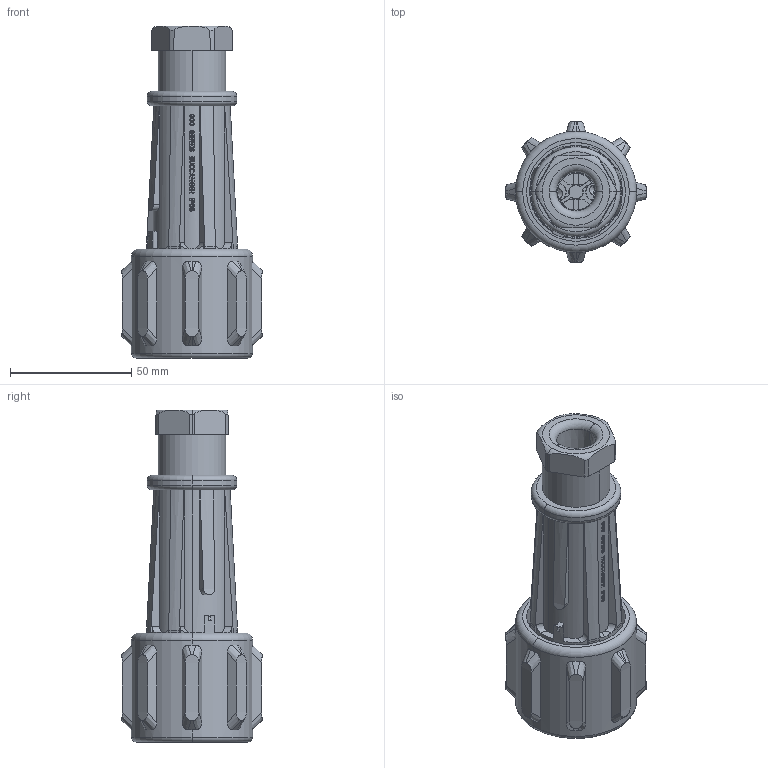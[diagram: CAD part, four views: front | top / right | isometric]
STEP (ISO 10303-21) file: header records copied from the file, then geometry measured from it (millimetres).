
FILE_DESCRIPTION(('STEP AP242'),'1');
FILE_NAME('px0911-02-p.stp','2023-05-17T13:04:51',('TraceParts'),('TraceParts S.A.'),'Spatial InterOp 3D',' ',' ');
FILE_SCHEMA(('AP242_MANAGED_MODEL_BASED_3D_ENGINEERING_MIM_LF {1 0 10303 442 1 1 4}'));
Length unit declared in the file: millimetre
Products named in the file (1): px0911-02-p_1
Bounding box: 58 x 58 x 137.1 mm (x, y, z)
Volume: 107776.1 mm3; surface area: 63953.9 mm2
Topology: 2 solids, 2 shells, 3903 faces, 10990 edges, 7298 vertices
Faces by surface type: plane 3448, cylinder 234, cone 121, bspline 57, torus 35, sphere 8
Entity records: 132508 total; most frequent: CARTESIAN_POINT 35074, ORIENTED_EDGE 21964, DIRECTION 17543, EDGE_CURVE 10982, LINE 7709, VECTOR 7709, VERTEX_POINT 7298, AXIS2_PLACEMENT_3D 4917
